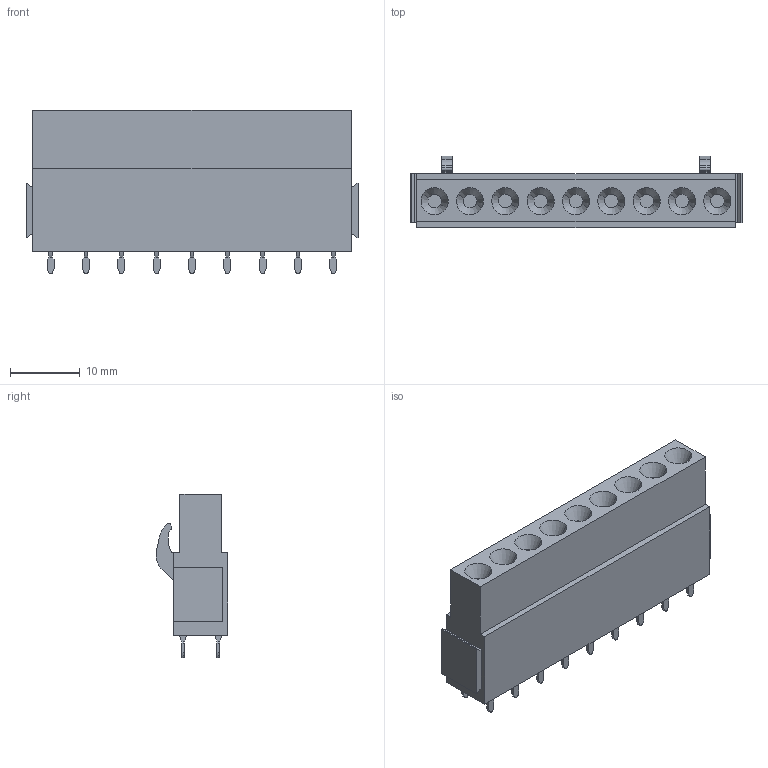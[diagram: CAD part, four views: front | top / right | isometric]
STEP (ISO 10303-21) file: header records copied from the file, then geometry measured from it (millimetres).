
FILE_DESCRIPTION(('CATIA V5 STEP Exchange','CAx-IF Rec.Pracs.--- Model Styling and Organization---1.2---2011-12-15'),'2;1');
FILE_NAME ('D1454384_0', '2018-09-01T02:55:42+00:00', ('none'), ('Weidmueller'), 'CATIA Version 5-6 Release 2014', 'CATIA V5 STEP AP214', 'none');
FILE_SCHEMA(('AUTOMOTIVE_DESIGN { 1 0 10303 214 1 1 1 1 }'));
Length unit declared in the file: millimetre
Products named in the file (1): 1682800000
Bounding box: 47.72 x 10.28 x 23.45 mm (x, y, z)
Volume: 6544.3 mm3; surface area: 3323.7 mm2
Topology: 19 solids, 19 shells, 489 faces, 1172 edges, 750 vertices
Faces by surface type: plane 403, cylinder 68, cone 18
Entity records: 12940 total; most frequent: ORIENTED_EDGE 2344, CARTESIAN_POINT 2247, DIRECTION 1820, EDGE_CURVE 1172, VECTOR 1000, LINE 1000, VERTEX_POINT 750, EDGE_LOOP 518
